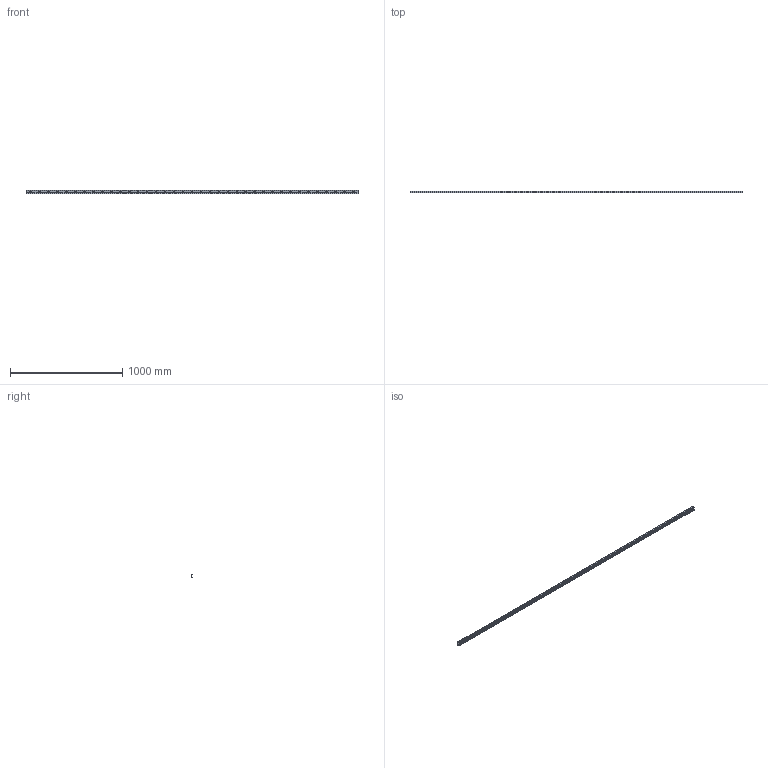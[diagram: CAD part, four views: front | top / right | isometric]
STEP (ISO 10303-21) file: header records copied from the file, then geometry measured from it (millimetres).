
FILE_DESCRIPTION((''),'2;1');
FILE_NAME('LCX 35-2960.C.stp','2016-04-28T09:11:50',('MRathmann'),(''),'Autodesk Inventor 2012','Autodesk Inventor 2012','');
FILE_SCHEMA(('CONFIG_CONTROL_DESIGN'));
Length unit declared in the file: millimetre
Products named in the file (1): LCX 35-2960.C
Bounding box: 2960 x 16.5 x 35 mm (x, y, z)
Volume: 637986.9 mm3; surface area: 380014.7 mm2
Topology: 1 solids, 1 shells, 139 faces, 448 edges, 311 vertices
Faces by surface type: cylinder 87, plane 52
Full cylindrical faces by diameter (mm): 8 x37, 15 x37
Entity records: 5189 total; most frequent: CARTESIAN_POINT 1750, DIRECTION 717, ORIENTED_EDGE 600, AXIS2_PLACEMENT_3D 314, EDGE_CURVE 300, EDGE_LOOP 287, VERTEX_POINT 237, CIRCLE 174
